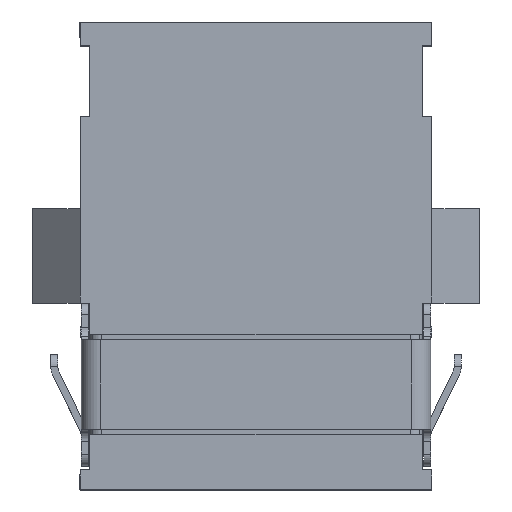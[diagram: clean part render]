
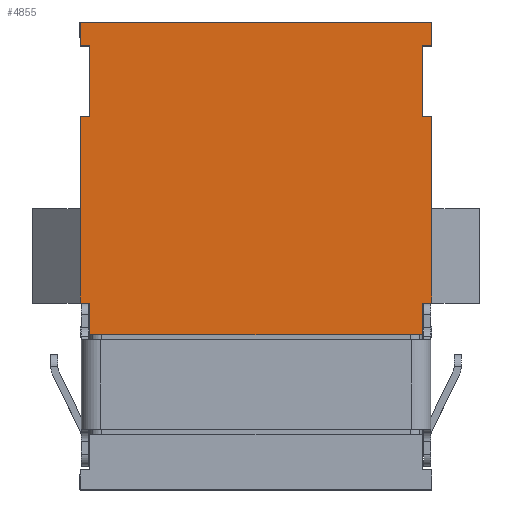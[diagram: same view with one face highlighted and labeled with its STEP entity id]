
A CAD part, top view. The second image highlights one B-rep face of the part: STEP entity #4855.
In plain terms, the highlighted planar face has unit normal (0, 0, 1).
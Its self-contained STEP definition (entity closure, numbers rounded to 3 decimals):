
#145 = CARTESIAN_POINT ( 'NONE',  ( -7.45, 5.9, 4.9 ) ) ;
#174 = VERTEX_POINT ( 'NONE', #4053 ) ;
#175 = EDGE_CURVE ( 'NONE', #174, #11475, #8993, .T. ) ;
#242 = DIRECTION ( 'NONE',  ( 0., 0., 1. ) ) ;
#313 = DIRECTION ( 'NONE',  ( 1., 0., 0. ) ) ;
#314 = CARTESIAN_POINT ( 'NONE',  ( 7.45, -2., 4.9 ) ) ;
#359 = VECTOR ( 'NONE', #2885, 1000. ) ;
#364 = DIRECTION ( 'NONE',  ( 0., 1., 0. ) ) ;
#487 = DIRECTION ( 'NONE',  ( 0., -1., 0. ) ) ;
#495 = EDGE_CURVE ( 'NONE', #2727, #13400, #11110, .T. ) ;
#565 = EDGE_CURVE ( 'NONE', #4566, #174, #7734, .T. ) ;
#571 = CARTESIAN_POINT ( 'NONE',  ( -7.05, 2.95, 4.9 ) ) ;
#608 = LINE ( 'NONE', #13789, #8674 ) ;
#1410 = ORIENTED_EDGE ( 'NONE', *, *, #4292, .T. ) ;
#1561 = EDGE_CURVE ( 'NONE', #6755, #10285, #6326, .T. ) ;
#1604 = ORIENTED_EDGE ( 'NONE', *, *, #6349, .T. ) ;
#1646 = EDGE_CURVE ( 'NONE', #11475, #15067, #5378, .T. ) ;
#1761 = CARTESIAN_POINT ( 'NONE',  ( 7.45, -3.35, 4.9 ) ) ;
#1829 = CARTESIAN_POINT ( 'NONE',  ( 7.05, 5.9, 4.9 ) ) ;
#1876 = DIRECTION ( 'NONE',  ( -1., 0., 0. ) ) ;
#2038 = DIRECTION ( 'NONE',  ( 0., 1., 0. ) ) ;
#2061 = ORIENTED_EDGE ( 'NONE', *, *, #175, .T. ) ;
#2283 = VECTOR ( 'NONE', #13322, 1000. ) ;
#2520 = VECTOR ( 'NONE', #364, 1000. ) ;
#2606 = VECTOR ( 'NONE', #15146, 1000. ) ;
#2727 = VERTEX_POINT ( 'NONE', #13699 ) ;
#2748 = VERTEX_POINT ( 'NONE', #12350 ) ;
#2761 = CARTESIAN_POINT ( 'NONE',  ( -7.45, 9.9, 4.9 ) ) ;
#2835 = DIRECTION ( 'NONE',  ( -1., 0., 0. ) ) ;
#2885 = DIRECTION ( 'NONE',  ( 0., -1., 0. ) ) ;
#2916 = LINE ( 'NONE', #2761, #12022 ) ;
#2939 = CARTESIAN_POINT ( 'NONE',  ( 7.45, 0., 4.9 ) ) ;
#2968 = CARTESIAN_POINT ( 'NONE',  ( -7.05, 5.9, 4.9 ) ) ;
#2973 = EDGE_CURVE ( 'NONE', #10854, #13922, #9582, .T. ) ;
#3053 = ORIENTED_EDGE ( 'NONE', *, *, #2973, .T. ) ;
#3125 = CARTESIAN_POINT ( 'NONE',  ( -7.05, 8.9, 4.9 ) ) ;
#3274 = EDGE_CURVE ( 'NONE', #10871, #6601, #8695, .T. ) ;
#3515 = CARTESIAN_POINT ( 'NONE',  ( 7.45, 8.9, 4.9 ) ) ;
#3722 = PLANE ( 'NONE',  #11650 ) ;
#3920 = CARTESIAN_POINT ( 'NONE',  ( 7.45, 5.9, 4.9 ) ) ;
#4053 = CARTESIAN_POINT ( 'NONE',  ( -7.45, 8.9, 4.9 ) ) ;
#4088 = DIRECTION ( 'NONE',  ( 0., -1., 0. ) ) ;
#4172 = EDGE_CURVE ( 'NONE', #6755, #4549, #10781, .T. ) ;
#4212 = CARTESIAN_POINT ( 'NONE',  ( 7.45, 2., 4.9 ) ) ;
#4292 = EDGE_CURVE ( 'NONE', #13922, #11071, #14431, .T. ) ;
#4549 = VERTEX_POINT ( 'NONE', #15343 ) ;
#4566 = VERTEX_POINT ( 'NONE', #13602 ) ;
#4622 = VERTEX_POINT ( 'NONE', #1829 ) ;
#4651 = VECTOR ( 'NONE', #7282, 1000. ) ;
#4855 = ADVANCED_FACE ( 'NONE', ( #9694 ), #3722, .T. ) ;
#5150 = CARTESIAN_POINT ( 'NONE',  ( 0., -2., 4.9 ) ) ;
#5195 = LINE ( 'NONE', #8083, #7197 ) ;
#5378 = LINE ( 'NONE', #571, #14471 ) ;
#5956 = EDGE_CURVE ( 'NONE', #7314, #4549, #9052, .T. ) ;
#6017 = ORIENTED_EDGE ( 'NONE', *, *, #1561, .T. ) ;
#6104 = DIRECTION ( 'NONE',  ( 1., 0., 0. ) ) ;
#6152 = CARTESIAN_POINT ( 'NONE',  ( 7.45, 9.9, 4.9 ) ) ;
#6326 = LINE ( 'NONE', #5150, #4651 ) ;
#6349 = EDGE_CURVE ( 'NONE', #7805, #2727, #11894, .T. ) ;
#6386 = CARTESIAN_POINT ( 'NONE',  ( -7.45, 0., 4.9 ) ) ;
#6601 = VERTEX_POINT ( 'NONE', #3920 ) ;
#6755 = VERTEX_POINT ( 'NONE', #14166 ) ;
#6812 = CARTESIAN_POINT ( 'NONE',  ( 7.45, 8.9, 4.9 ) ) ;
#7029 = EDGE_CURVE ( 'NONE', #4622, #10854, #13985, .T. ) ;
#7072 = EDGE_CURVE ( 'NONE', #2748, #7805, #10108, .T. ) ;
#7179 = VECTOR ( 'NONE', #13520, 1000. ) ;
#7197 = VECTOR ( 'NONE', #9263, 1000. ) ;
#7265 = CARTESIAN_POINT ( 'NONE',  ( 7.45, 0., 4.9 ) ) ;
#7282 = DIRECTION ( 'NONE',  ( 1., 0., 0. ) ) ;
#7314 = VERTEX_POINT ( 'NONE', #145 ) ;
#7319 = CARTESIAN_POINT ( 'NONE',  ( 7.45, 0., 4.9 ) ) ;
#7412 = CARTESIAN_POINT ( 'NONE',  ( 7.45, -2., 4.9 ) ) ;
#7420 = EDGE_CURVE ( 'NONE', #10285, #2748, #14661, .T. ) ;
#7658 = VECTOR ( 'NONE', #2038, 1000. ) ;
#7679 = VECTOR ( 'NONE', #12631, 1000. ) ;
#7734 = LINE ( 'NONE', #8659, #10706 ) ;
#7793 = VECTOR ( 'NONE', #12637, 1000. ) ;
#7805 = VERTEX_POINT ( 'NONE', #11548 ) ;
#7872 = LINE ( 'NONE', #12674, #8216 ) ;
#7905 = CARTESIAN_POINT ( 'NONE',  ( 7.05, 4.45, 4.9 ) ) ;
#8083 = CARTESIAN_POINT ( 'NONE',  ( 0., 5.9, 4.9 ) ) ;
#8098 = ORIENTED_EDGE ( 'NONE', *, *, #8483, .T. ) ;
#8171 = CARTESIAN_POINT ( 'NONE',  ( 7.05, -2.765, 4.9 ) ) ;
#8216 = VECTOR ( 'NONE', #1876, 1000. ) ;
#8324 = CARTESIAN_POINT ( 'NONE',  ( -7.05, -2., 4.9 ) ) ;
#8483 = EDGE_CURVE ( 'NONE', #15067, #7314, #5195, .T. ) ;
#8659 = CARTESIAN_POINT ( 'NONE',  ( -7.45, 0., 4.9 ) ) ;
#8674 = VECTOR ( 'NONE', #4088, 1000. ) ;
#8695 = LINE ( 'NONE', #2939, #7793 ) ;
#8993 = LINE ( 'NONE', #15002, #7179 ) ;
#9052 = LINE ( 'NONE', #6386, #2606 ) ;
#9256 = EDGE_CURVE ( 'NONE', #10871, #13400, #608, .T. ) ;
#9263 = DIRECTION ( 'NONE',  ( -1., 0., 0. ) ) ;
#9565 = ORIENTED_EDGE ( 'NONE', *, *, #7420, .T. ) ;
#9582 = LINE ( 'NONE', #3515, #10575 ) ;
#9587 = EDGE_LOOP ( 'NONE', ( #3053, #1410, #12977, #13142, #2061, #12534, #8098, #14563, #10208, #6017, #9565, #14461, #1604, #13883, #11859, #12233, #12313, #13438 ) ) ;
#9694 = FACE_OUTER_BOUND ( 'NONE', #9587, .T. ) ;
#10108 = LINE ( 'NONE', #1761, #7679 ) ;
#10154 = DIRECTION ( 'NONE',  ( 0., -1., 0. ) ) ;
#10208 = ORIENTED_EDGE ( 'NONE', *, *, #4172, .F. ) ;
#10285 = VERTEX_POINT ( 'NONE', #8324 ) ;
#10410 = DIRECTION ( 'NONE',  ( 0., 1., 0. ) ) ;
#10575 = VECTOR ( 'NONE', #6104, 1000. ) ;
#10706 = VECTOR ( 'NONE', #10154, 1000. ) ;
#10781 = LINE ( 'NONE', #11905, #2283 ) ;
#10854 = VERTEX_POINT ( 'NONE', #12328 ) ;
#10871 = VERTEX_POINT ( 'NONE', #4212 ) ;
#11071 = VERTEX_POINT ( 'NONE', #6152 ) ;
#11110 = LINE ( 'NONE', #7412, #11977 ) ;
#11475 = VERTEX_POINT ( 'NONE', #3125 ) ;
#11548 = CARTESIAN_POINT ( 'NONE',  ( 7.05, -3.35, 4.9 ) ) ;
#11650 = AXIS2_PLACEMENT_3D ( 'NONE', #7265, #242, #12069 ) ;
#11859 = ORIENTED_EDGE ( 'NONE', *, *, #9256, .F. ) ;
#11894 = LINE ( 'NONE', #8171, #7658 ) ;
#11905 = CARTESIAN_POINT ( 'NONE',  ( -7.45, -2., 4.9 ) ) ;
#11947 = EDGE_CURVE ( 'NONE', #11071, #4566, #2916, .T. ) ;
#11977 = VECTOR ( 'NONE', #313, 1000. ) ;
#12022 = VECTOR ( 'NONE', #2835, 1000. ) ;
#12069 = DIRECTION ( 'NONE',  ( 1., 0., 0. ) ) ;
#12233 = ORIENTED_EDGE ( 'NONE', *, *, #3274, .T. ) ;
#12313 = ORIENTED_EDGE ( 'NONE', *, *, #15082, .T. ) ;
#12328 = CARTESIAN_POINT ( 'NONE',  ( 7.05, 8.9, 4.9 ) ) ;
#12350 = CARTESIAN_POINT ( 'NONE',  ( -7.05, -3.35, 4.9 ) ) ;
#12534 = ORIENTED_EDGE ( 'NONE', *, *, #1646, .T. ) ;
#12631 = DIRECTION ( 'NONE',  ( 1., 0., 0. ) ) ;
#12637 = DIRECTION ( 'NONE',  ( 0., 1., 0. ) ) ;
#12674 = CARTESIAN_POINT ( 'NONE',  ( 7.25, 5.9, 4.9 ) ) ;
#12977 = ORIENTED_EDGE ( 'NONE', *, *, #11947, .T. ) ;
#13142 = ORIENTED_EDGE ( 'NONE', *, *, #565, .T. ) ;
#13322 = DIRECTION ( 'NONE',  ( 0., 1., 0. ) ) ;
#13400 = VERTEX_POINT ( 'NONE', #314 ) ;
#13438 = ORIENTED_EDGE ( 'NONE', *, *, #7029, .T. ) ;
#13520 = DIRECTION ( 'NONE',  ( 1., 0., 0. ) ) ;
#13602 = CARTESIAN_POINT ( 'NONE',  ( -7.45, 9.9, 4.9 ) ) ;
#13699 = CARTESIAN_POINT ( 'NONE',  ( 7.05, -2., 4.9 ) ) ;
#13789 = CARTESIAN_POINT ( 'NONE',  ( 7.45, 2., 4.9 ) ) ;
#13883 = ORIENTED_EDGE ( 'NONE', *, *, #495, .T. ) ;
#13922 = VERTEX_POINT ( 'NONE', #6812 ) ;
#13985 = LINE ( 'NONE', #7905, #14487 ) ;
#14166 = CARTESIAN_POINT ( 'NONE',  ( -7.45, -2., 4.9 ) ) ;
#14431 = LINE ( 'NONE', #7319, #2520 ) ;
#14461 = ORIENTED_EDGE ( 'NONE', *, *, #7072, .T. ) ;
#14471 = VECTOR ( 'NONE', #487, 1000. ) ;
#14487 = VECTOR ( 'NONE', #10410, 1000. ) ;
#14563 = ORIENTED_EDGE ( 'NONE', *, *, #5956, .T. ) ;
#14661 = LINE ( 'NONE', #14817, #359 ) ;
#14817 = CARTESIAN_POINT ( 'NONE',  ( -7.05, -2.765, 4.9 ) ) ;
#15002 = CARTESIAN_POINT ( 'NONE',  ( 0.2, 8.9, 4.9 ) ) ;
#15067 = VERTEX_POINT ( 'NONE', #2968 ) ;
#15082 = EDGE_CURVE ( 'NONE', #6601, #4622, #7872, .T. ) ;
#15146 = DIRECTION ( 'NONE',  ( 0., -1., 0. ) ) ;
#15343 = CARTESIAN_POINT ( 'NONE',  ( -7.45, 2., 4.9 ) ) ;
